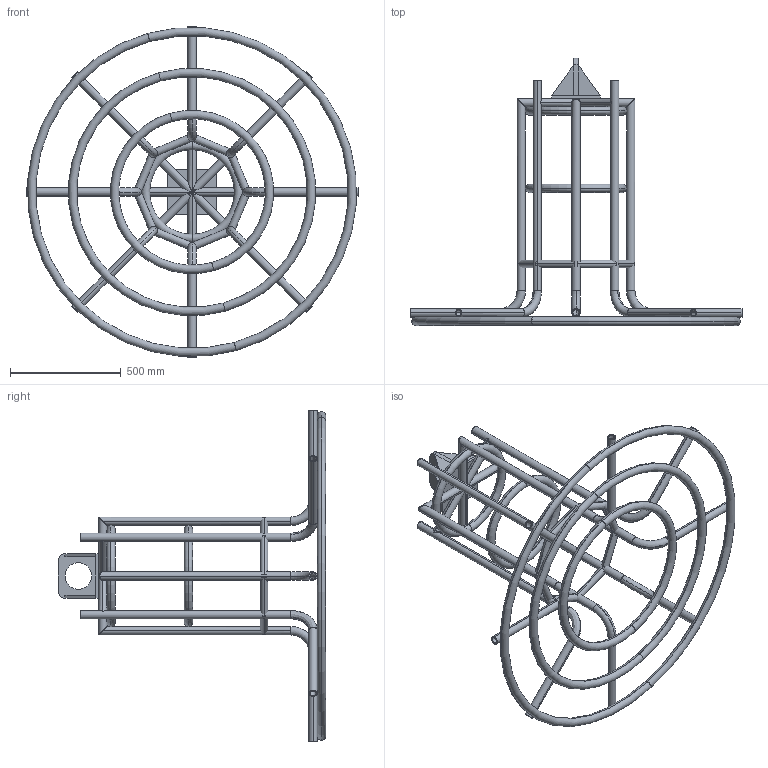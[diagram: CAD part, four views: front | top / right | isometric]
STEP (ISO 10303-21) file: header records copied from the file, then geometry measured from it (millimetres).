
FILE_DESCRIPTION (( 'STEP AP203' ), '1' );
FILE_NAME ('Kronenständer-neu 3.2 Baugruppe.STEP', '2019-07-08T21:02:55', ( '' ), ( '' ), 'SwSTEP 2.0', 'SolidWorks 2018', '' );
FILE_SCHEMA (( 'CONFIG_CONTROL_DESIGN' ));
Length unit declared in the file: millimetre
Products named in the file (6): Ring -1450mm_Standard<Wie bearbeitet>; Kronenständer-neu 3.2 Baugruppe; Ring -700mm_Standard<Wie bearbeitet>; Kronenständer-neu 3.1 Test_Standard<Wie bearbeitet>; Halterung-20mm; Ring -1080mm_Standard<Wie bearbeitet>
Assembly tree (5 placements, depth 2):
  Kronenständer-neu 3.2 Baugruppe
    Kronenständer-neu 3.1 Test_Standard<Wie bearbeitet>
    Halterung-20mm
    Ring -1450mm_Standard<Wie bearbeitet>
    Ring -1080mm_Standard<Wie bearbeitet>
    Ring -700mm_Standard<Wie bearbeitet>
Bounding box: 1500 x 1208 x 1500 mm (x, y, z)
Volume: 15494914 mm3; surface area: 6027047.9 mm2
Topology: 56 solids, 58 shells, 346 faces, 715 edges, 472 vertices
Faces by surface type: cylinder 148, plane 117, torus 68, bspline 13
Entity records: 11678 total; most frequent: CARTESIAN_POINT 3577, DIRECTION 1649, ORIENTED_EDGE 1430, AXIS2_PLACEMENT_3D 725, EDGE_CURVE 715, VERTEX_POINT 472, EDGE_LOOP 435, CIRCLE 384
